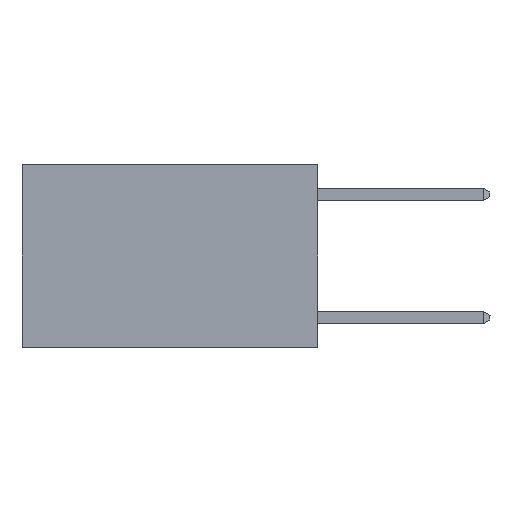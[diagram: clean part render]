
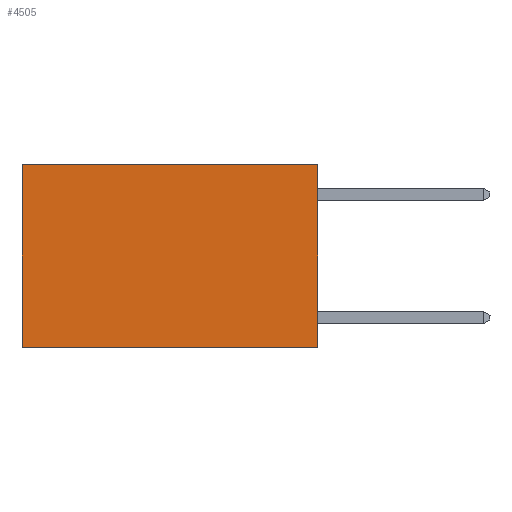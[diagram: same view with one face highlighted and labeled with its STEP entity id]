
A CAD part, left-side view. The second image highlights one B-rep face of the part: STEP entity #4505.
In plain terms, the highlighted planar face has unit normal (-1, 0, 0).
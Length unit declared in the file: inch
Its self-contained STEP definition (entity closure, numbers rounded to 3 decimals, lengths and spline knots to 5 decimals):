
#384 = LINE ( 'NONE', #11021, #10539 ) ;
#867 = LINE ( 'NONE', #10051, #8747 ) ;
#2154 = DIRECTION ( 'NONE',  ( 0., 1., 0. ) ) ;
#2375 = CARTESIAN_POINT ( 'NONE',  ( 0.2625, 0., 0. ) ) ;
#2453 = LINE ( 'NONE', #11834, #7420 ) ;
#3309 = VERTEX_POINT ( 'NONE', #12453 ) ;
#3402 = ORIENTED_EDGE ( 'NONE', *, *, #4161, .T. ) ;
#3594 = ORIENTED_EDGE ( 'NONE', *, *, #4880, .F. ) ;
#3625 = EDGE_CURVE ( 'NONE', #6503, #3309, #5070, .T. ) ;
#3749 = CARTESIAN_POINT ( 'NONE',  ( 0.2625, 0., 0. ) ) ;
#4161 = EDGE_CURVE ( 'NONE', #3309, #5132, #867, .T. ) ;
#4259 = DIRECTION ( 'NONE',  ( 0., 0., -1. ) ) ;
#4505 = ADVANCED_FACE ( 'NONE', ( #9647 ), #10542, .F. ) ;
#4772 = DIRECTION ( 'NONE',  ( 1., 0., 0. ) ) ;
#4880 = EDGE_CURVE ( 'NONE', #9847, #5132, #384, .T. ) ;
#5070 = LINE ( 'NONE', #2375, #10186 ) ;
#5132 = VERTEX_POINT ( 'NONE', #8465 ) ;
#5909 = ORIENTED_EDGE ( 'NONE', *, *, #9854, .F. ) ;
#6256 = DIRECTION ( 'NONE',  ( 0., 1., 0. ) ) ;
#6503 = VERTEX_POINT ( 'NONE', #10958 ) ;
#7038 = ORIENTED_EDGE ( 'NONE', *, *, #3625, .T. ) ;
#7420 = VECTOR ( 'NONE', #7942, 39.37008 ) ;
#7942 = DIRECTION ( 'NONE',  ( 0., 0., -1. ) ) ;
#8465 = CARTESIAN_POINT ( 'NONE',  ( 0.2625, 0.6, -0.37 ) ) ;
#8747 = VECTOR ( 'NONE', #4259, 39.37008 ) ;
#8899 = CARTESIAN_POINT ( 'NONE',  ( 0.2625, 0., -0.37 ) ) ;
#9647 = FACE_OUTER_BOUND ( 'NONE', #10903, .T. ) ;
#9847 = VERTEX_POINT ( 'NONE', #8899 ) ;
#9854 = EDGE_CURVE ( 'NONE', #6503, #9847, #2453, .T. ) ;
#10051 = CARTESIAN_POINT ( 'NONE',  ( 0.2625, 0.6, 0. ) ) ;
#10097 = AXIS2_PLACEMENT_3D ( 'NONE', #3749, #4772, #11530 ) ;
#10186 = VECTOR ( 'NONE', #2154, 39.37008 ) ;
#10539 = VECTOR ( 'NONE', #6256, 39.37008 ) ;
#10542 = PLANE ( 'NONE',  #10097 ) ;
#10903 = EDGE_LOOP ( 'NONE', ( #3402, #3594, #5909, #7038 ) ) ;
#10958 = CARTESIAN_POINT ( 'NONE',  ( 0.2625, 0., 0. ) ) ;
#11021 = CARTESIAN_POINT ( 'NONE',  ( 0.2625, 0., -0.37 ) ) ;
#11530 = DIRECTION ( 'NONE',  ( 0., 0., -1. ) ) ;
#11834 = CARTESIAN_POINT ( 'NONE',  ( 0.2625, 0., 0. ) ) ;
#12453 = CARTESIAN_POINT ( 'NONE',  ( 0.2625, 0.6, 0. ) ) ;
